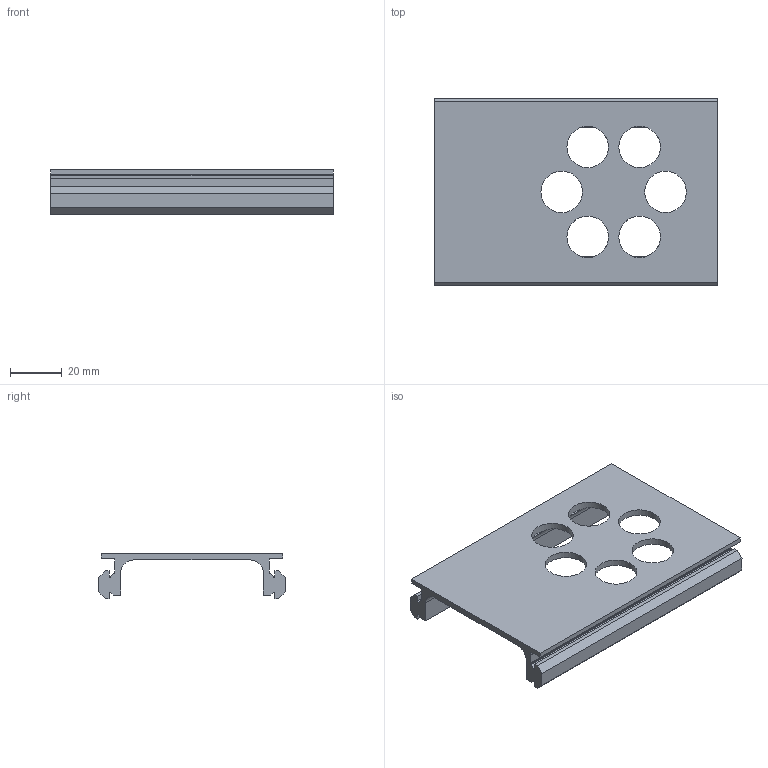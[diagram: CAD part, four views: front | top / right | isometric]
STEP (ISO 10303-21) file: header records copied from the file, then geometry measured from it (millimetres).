
FILE_DESCRIPTION(/* description */ (''),/* implementation_level */ '2;1');
FILE_NAME(/* name */ 'Turret Base Top Plate_v10.step',/* time_stamp */ '2022-05-10T16:53:23+01:00',/* author */ (''),/* organization */ (''),/* preprocessor_version */ 'ST-DEVELOPER v18.1',/* originating_system */ 'Autodesk Translation Framework v10.14.0.1471',/* authorisation */ '');
FILE_SCHEMA (('AUTOMOTIVE_DESIGN { 1 0 10303 214 3 1 1 }'));
Length unit declared in the file: millimetre
Products named in the file (1): Turret Base Top Plate
Bounding box: 109 x 71.9 x 17.35 mm (x, y, z)
Volume: 34519.5 mm3; surface area: 23935.1 mm2
Topology: 1 solids, 1 shells, 76 faces, 234 edges, 156 vertices
Faces by surface type: plane 62, cylinder 14
Full cylindrical faces by diameter (mm): 16 x6
Entity records: 2698 total; most frequent: CARTESIAN_POINT 523, ORIENTED_EDGE 468, DIRECTION 416, EDGE_CURVE 234, LINE 190, VECTOR 190, VERTEX_POINT 156, AXIS2_PLACEMENT_3D 113
